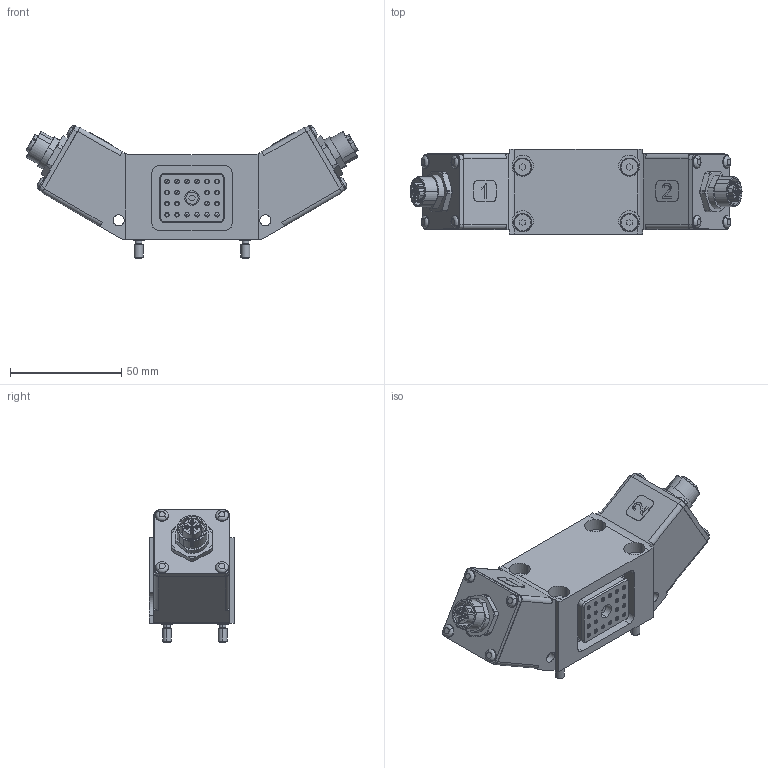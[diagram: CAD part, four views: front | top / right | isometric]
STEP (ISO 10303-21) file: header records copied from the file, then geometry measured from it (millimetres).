
FILE_DESCRIPTION (( 'STEP AP203' ), '1' );
FILE_NAME ('P1368.STEP', '2020-08-11T13:45:50', ( '' ), ( '' ), 'SwSTEP 2.0', 'SolidWorks 2019', '' );
FILE_SCHEMA (( 'CONFIG_CONTROL_DESIGN' ));
Products named in the file (1): P1368
Bounding box: 149.26 x 38.6 x 59.49 mm (x, y, z)
Volume: 175195.7 mm3; surface area: 49755.6 mm2
Topology: 41 solids, 51 shells, 2697 faces, 7258 edges, 4748 vertices
Faces by surface type: plane 1244, cylinder 920, torus 356, cone 118, bspline 39, sphere 20
Entity records: 95515 total; most frequent: CARTESIAN_POINT 30149, ORIENTED_EDGE 14400, DIRECTION 12624, EDGE_CURVE 7200, AXIS2_PLACEMENT_3D 4755, VERTEX_POINT 4718, LINE 3114, VECTOR 3114
